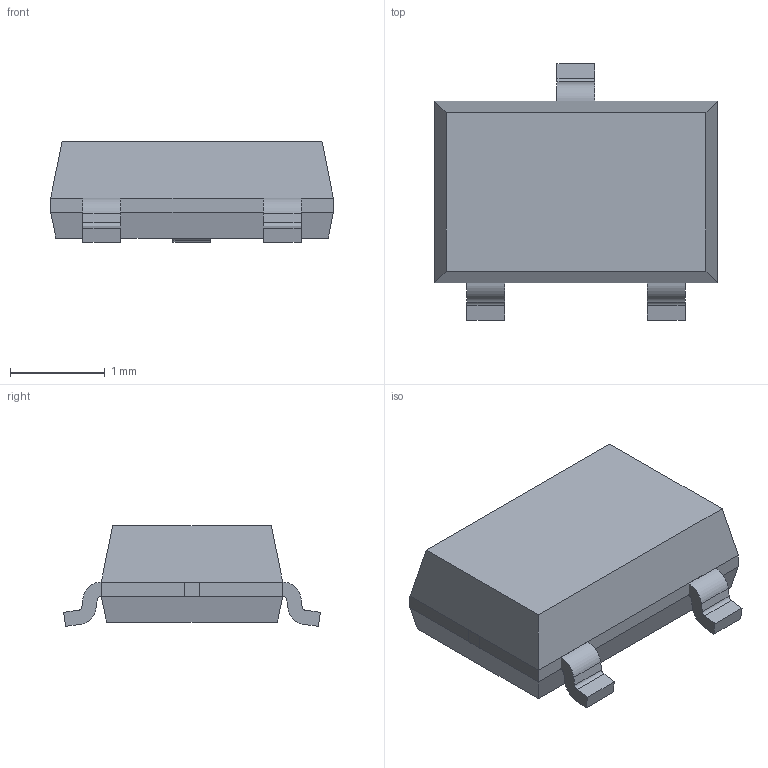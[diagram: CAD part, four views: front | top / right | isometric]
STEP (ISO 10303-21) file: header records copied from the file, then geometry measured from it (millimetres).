
FILE_DESCRIPTION((''),'2;1');
FILE_NAME('LH.stp','2011-05-09T16:21:40',('jsauber'),(''),'Autodesk Inventor 2012','Autodesk Inventor 2012','');
FILE_SCHEMA(('AUTOMOTIVE_DESIGN { 1 0 10303 214 1 1 1 1 }'));
Products named in the file (8): LH; LH1; LH2; LH3; LH4; LH5; LH6; LH-body
Assembly tree (7 placements, depth 2):
  LH
    LH1
    LH2
    LH3
    LH4
    LH5
    LH6
    LH-body
Bounding box: 2.98 x 2.7 x 1.06 mm (x, y, z)
Volume: 6.4 mm3; surface area: 37.5 mm2
Topology: 6 solids, 6 shells, 100 faces, 256 edges, 168 vertices
Faces by surface type: plane 84, cylinder 16
Entity records: 3239 total; most frequent: CARTESIAN_POINT 539, DIRECTION 518, ORIENTED_EDGE 512, EDGE_CURVE 256, VECTOR 224, LINE 224, VERTEX_POINT 168, AXIS2_PLACEMENT_3D 147
